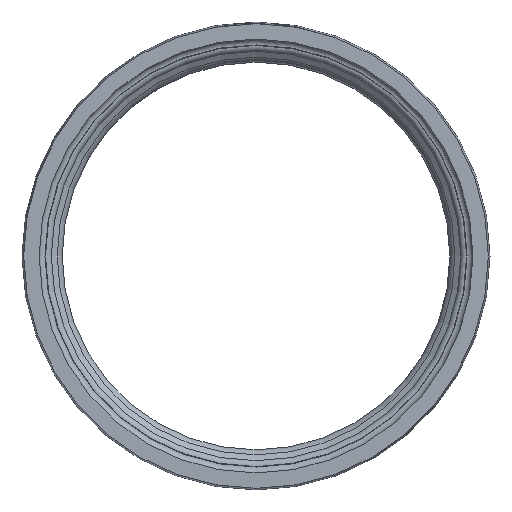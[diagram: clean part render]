
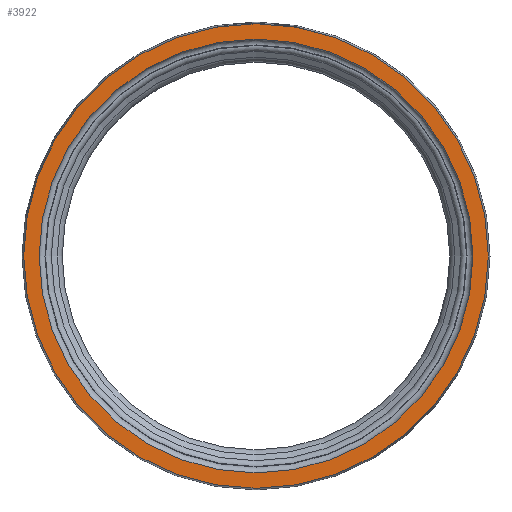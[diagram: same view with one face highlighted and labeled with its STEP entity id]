
A CAD part, left-side view. The second image highlights one B-rep face of the part: STEP entity #3922.
In plain terms, the highlighted planar face has unit normal (-1, 0, 0).
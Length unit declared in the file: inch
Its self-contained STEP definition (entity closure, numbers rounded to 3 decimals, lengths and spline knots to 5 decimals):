
#525 = DIRECTION ( 'NONE',  ( 1., 0., 0. ) ) ;
#630 = CARTESIAN_POINT ( 'NONE',  ( 0., 0., 0. ) ) ;
#1058 = FACE_BOUND ( 'NONE', #6582, .T. ) ;
#1211 = ORIENTED_EDGE ( 'NONE', *, *, #12900, .F. ) ;
#2620 = CARTESIAN_POINT ( 'NONE',  ( 0., 0., -1.1088 ) ) ;
#3572 = CIRCLE ( 'NONE', #15909, 1.1875 ) ;
#3922 = ADVANCED_FACE ( 'NONE', ( #14393, #1058 ), #15429, .T. ) ;
#6582 = EDGE_LOOP ( 'NONE', ( #9480 ) ) ;
#6977 = DIRECTION ( 'NONE',  ( 0., 0., -1. ) ) ;
#7030 = CIRCLE ( 'NONE', #8649, 1.1088 ) ;
#7347 = AXIS2_PLACEMENT_3D ( 'NONE', #12960, #7888, #13015 ) ;
#7888 = DIRECTION ( 'NONE',  ( -1., 0., 0. ) ) ;
#8114 = CARTESIAN_POINT ( 'NONE',  ( 0., 0., 0. ) ) ;
#8649 = AXIS2_PLACEMENT_3D ( 'NONE', #8114, #10765, #11844 ) ;
#9480 = ORIENTED_EDGE ( 'NONE', *, *, #16068, .T. ) ;
#10765 = DIRECTION ( 'NONE',  ( 1., 0., 0. ) ) ;
#11844 = DIRECTION ( 'NONE',  ( 0., 0., -1. ) ) ;
#12900 = EDGE_CURVE ( 'NONE', #13399, #13399, #3572, .T. ) ;
#12960 = CARTESIAN_POINT ( 'NONE',  ( 0., 1.1875, 0. ) ) ;
#13015 = DIRECTION ( 'NONE',  ( 0., 0., 1. ) ) ;
#13399 = VERTEX_POINT ( 'NONE', #14106 ) ;
#13797 = VERTEX_POINT ( 'NONE', #2620 ) ;
#14106 = CARTESIAN_POINT ( 'NONE',  ( 0., 0., -1.1875 ) ) ;
#14393 = FACE_OUTER_BOUND ( 'NONE', #15905, .T. ) ;
#15429 = PLANE ( 'NONE',  #7347 ) ;
#15905 = EDGE_LOOP ( 'NONE', ( #1211 ) ) ;
#15909 = AXIS2_PLACEMENT_3D ( 'NONE', #630, #525, #6977 ) ;
#16068 = EDGE_CURVE ( 'NONE', #13797, #13797, #7030, .T. ) ;
